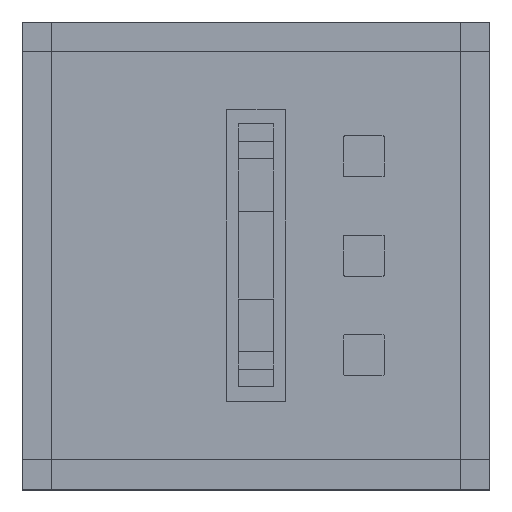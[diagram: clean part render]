
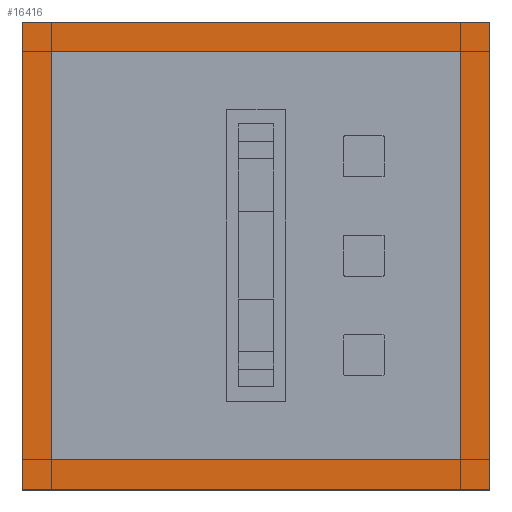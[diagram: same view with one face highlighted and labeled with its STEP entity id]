
A CAD part, top view. The second image highlights one B-rep face of the part: STEP entity #16416.
In plain terms, the highlighted planar face has unit normal (0, 0, 1).
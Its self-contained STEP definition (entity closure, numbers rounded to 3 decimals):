
#46=FACE_BOUND('',#1970,.T.);
#951=FACE_OUTER_BOUND('',#1969,.T.);
#1969=EDGE_LOOP('',(#13676,#13677,#13678,#13679));
#1970=EDGE_LOOP('',(#13680,#13681,#13682,#13683));
#3964=LINE('',#25550,#6203);
#3968=LINE('',#25557,#6207);
#3970=LINE('',#25562,#6209);
#3973=LINE('',#25566,#6212);
#3974=LINE('',#25570,#6213);
#3975=LINE('',#25572,#6214);
#3976=LINE('',#25574,#6215);
#3977=LINE('',#25575,#6216);
#6203=VECTOR('',#21233,100.);
#6207=VECTOR('',#21239,100.);
#6209=VECTOR('',#21243,100.);
#6212=VECTOR('',#21248,100.);
#6213=VECTOR('',#21251,100.);
#6214=VECTOR('',#21252,100.);
#6215=VECTOR('',#21253,100.);
#6216=VECTOR('',#21254,100.);
#7476=VERTEX_POINT('',#25547);
#7477=VERTEX_POINT('',#25549);
#7479=VERTEX_POINT('',#25555);
#7481=VERTEX_POINT('',#25561);
#7482=VERTEX_POINT('',#25568);
#7483=VERTEX_POINT('',#25569);
#7484=VERTEX_POINT('',#25571);
#7485=VERTEX_POINT('',#25573);
#9582=EDGE_CURVE('',#7477,#7476,#3964,.T.);
#9586=EDGE_CURVE('',#7476,#7479,#3968,.T.);
#9588=EDGE_CURVE('',#7481,#7477,#3970,.T.);
#9591=EDGE_CURVE('',#7479,#7481,#3973,.T.);
#9592=EDGE_CURVE('',#7482,#7483,#3974,.T.);
#9593=EDGE_CURVE('',#7483,#7484,#3975,.T.);
#9594=EDGE_CURVE('',#7484,#7485,#3976,.T.);
#9595=EDGE_CURVE('',#7485,#7482,#3977,.T.);
#13676=ORIENTED_EDGE('',*,*,#9592,.T.);
#13677=ORIENTED_EDGE('',*,*,#9593,.T.);
#13678=ORIENTED_EDGE('',*,*,#9594,.T.);
#13679=ORIENTED_EDGE('',*,*,#9595,.T.);
#13680=ORIENTED_EDGE('',*,*,#9591,.T.);
#13681=ORIENTED_EDGE('',*,*,#9588,.T.);
#13682=ORIENTED_EDGE('',*,*,#9582,.T.);
#13683=ORIENTED_EDGE('',*,*,#9586,.T.);
#15407=PLANE('',#17497);
#16416=ADVANCED_FACE('',(#951,#46),#15407,.T.);
#17497=AXIS2_PLACEMENT_3D('',#25567,#21249,#21250);
#21233=DIRECTION('',(1.,0.,0.));
#21239=DIRECTION('',(0.,-1.,0.));
#21243=DIRECTION('',(0.,1.,0.));
#21248=DIRECTION('',(-1.,0.,0.));
#21249=DIRECTION('center_axis',(0.,0.,1.));
#21250=DIRECTION('ref_axis',(1.,0.,0.));
#21251=DIRECTION('',(1.,0.,0.));
#21252=DIRECTION('',(0.,1.,0.));
#21253=DIRECTION('',(-1.,0.,0.));
#21254=DIRECTION('',(0.,-1.,0.));
#25547=CARTESIAN_POINT('',(150.,150.,160.));
#25549=CARTESIAN_POINT('',(10.,150.,160.));
#25550=CARTESIAN_POINT('',(10.,150.,160.));
#25555=CARTESIAN_POINT('',(150.,10.,160.));
#25557=CARTESIAN_POINT('',(150.,150.,160.));
#25561=CARTESIAN_POINT('',(10.,10.,160.));
#25562=CARTESIAN_POINT('',(10.,10.,160.));
#25566=CARTESIAN_POINT('',(150.,10.,160.));
#25567=CARTESIAN_POINT('Origin',(80.,80.,160.));
#25568=CARTESIAN_POINT('',(0.,0.,160.));
#25569=CARTESIAN_POINT('',(160.,0.,160.));
#25570=CARTESIAN_POINT('',(160.,0.,160.));
#25571=CARTESIAN_POINT('',(160.,160.,160.));
#25572=CARTESIAN_POINT('',(160.,160.,160.));
#25573=CARTESIAN_POINT('',(0.,160.,160.));
#25574=CARTESIAN_POINT('',(0.,160.,160.));
#25575=CARTESIAN_POINT('',(0.,0.,160.));
